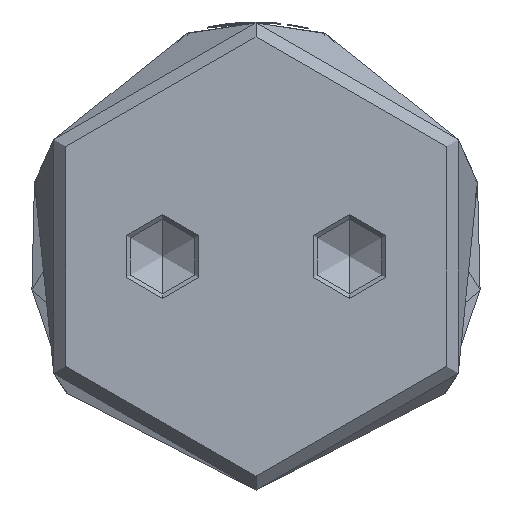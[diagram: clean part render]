
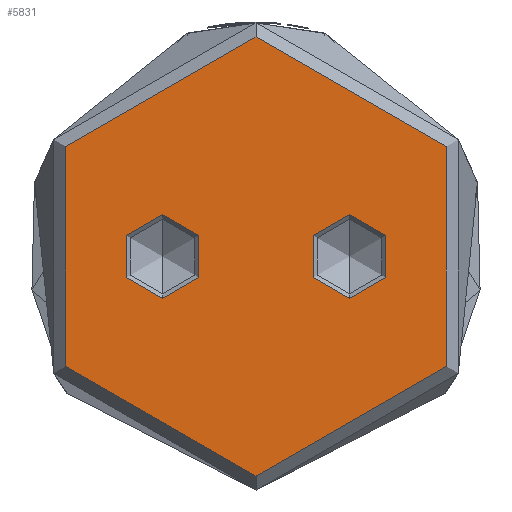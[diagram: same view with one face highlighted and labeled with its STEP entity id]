
A CAD part, front view. The second image highlights one B-rep face of the part: STEP entity #5831.
In plain terms, the highlighted face is planar.
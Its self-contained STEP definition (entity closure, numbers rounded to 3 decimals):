
#1 = ORIENTED_EDGE ( 'NONE', *, *, #6477, .T. ) ;
#31 = EDGE_CURVE ( 'NONE', #63, #4599, #5528, .T. ) ;
#63 = VERTEX_POINT ( 'NONE', #6362 ) ;
#165 = CARTESIAN_POINT ( 'NONE',  ( 0., 0., 0. ) ) ;
#190 = CARTESIAN_POINT ( 'NONE',  ( 0., -10., 0. ) ) ;
#194 = ORIENTED_EDGE ( 'NONE', *, *, #31, .F. ) ;
#264 = AXIS2_PLACEMENT_3D ( 'NONE', #1729, #3915, #1315 ) ;
#311 = ORIENTED_EDGE ( 'NONE', *, *, #2636, .T. ) ;
#448 = VERTEX_POINT ( 'NONE', #3589 ) ;
#595 = DIRECTION ( 'NONE',  ( 1., 0., 0. ) ) ;
#631 = PLANE ( 'NONE',  #2469 ) ;
#736 = DIRECTION ( 'NONE',  ( 1., 0., 0. ) ) ;
#903 = ORIENTED_EDGE ( 'NONE', *, *, #5920, .T. ) ;
#1062 = CIRCLE ( 'NONE', #264, 4.5 ) ;
#1183 = DIRECTION ( 'NONE',  ( 0., 0., -1. ) ) ;
#1228 = CIRCLE ( 'NONE', #3891, 23.5 ) ;
#1315 = DIRECTION ( 'NONE',  ( 1., 0., 0. ) ) ;
#1389 = CARTESIAN_POINT ( 'NONE',  ( 23.5, 0., 0. ) ) ;
#1450 = EDGE_CURVE ( 'NONE', #2669, #448, #7214, .T. ) ;
#1462 = EDGE_LOOP ( 'NONE', ( #194, #2753 ) ) ;
#1492 = CIRCLE ( 'NONE', #5054, 23.5 ) ;
#1651 = CARTESIAN_POINT ( 'NONE',  ( 0., 0., 0. ) ) ;
#1719 = EDGE_CURVE ( 'NONE', #4599, #63, #1062, .T. ) ;
#1729 = CARTESIAN_POINT ( 'NONE',  ( 0., 10., 0. ) ) ;
#1818 = DIRECTION ( 'NONE',  ( -1., 0., 0. ) ) ;
#2228 = DIRECTION ( 'NONE',  ( 1., 0., 0. ) ) ;
#2287 = VERTEX_POINT ( 'NONE', #1389 ) ;
#2469 = AXIS2_PLACEMENT_3D ( 'NONE', #4612, #5177, #1818 ) ;
#2636 = EDGE_CURVE ( 'NONE', #5178, #2287, #1228, .T. ) ;
#2669 = VERTEX_POINT ( 'NONE', #3581 ) ;
#2753 = ORIENTED_EDGE ( 'NONE', *, *, #1719, .F. ) ;
#2756 = ORIENTED_EDGE ( 'NONE', *, *, #1450, .T. ) ;
#2943 = AXIS2_PLACEMENT_3D ( 'NONE', #5312, #5443, #5732 ) ;
#3067 = CARTESIAN_POINT ( 'NONE',  ( 0., -10., 0. ) ) ;
#3581 = CARTESIAN_POINT ( 'NONE',  ( -4.5, -10., 0. ) ) ;
#3589 = CARTESIAN_POINT ( 'NONE',  ( 4.5, -10., 0. ) ) ;
#3619 = DIRECTION ( 'NONE',  ( 1., 0., 0. ) ) ;
#3702 = FACE_OUTER_BOUND ( 'NONE', #6011, .T. ) ;
#3776 = EDGE_LOOP ( 'NONE', ( #903, #2756 ) ) ;
#3891 = AXIS2_PLACEMENT_3D ( 'NONE', #165, #4146, #736 ) ;
#3915 = DIRECTION ( 'NONE',  ( 0., 0., 1. ) ) ;
#4146 = DIRECTION ( 'NONE',  ( 0., 0., 1. ) ) ;
#4599 = VERTEX_POINT ( 'NONE', #6117 ) ;
#4612 = CARTESIAN_POINT ( 'NONE',  ( 0., 0., 0. ) ) ;
#4678 = CIRCLE ( 'NONE', #5482, 4.5 ) ;
#5054 = AXIS2_PLACEMENT_3D ( 'NONE', #1651, #5593, #2228 ) ;
#5118 = CARTESIAN_POINT ( 'NONE',  ( -23.5, 0., 0. ) ) ;
#5177 = DIRECTION ( 'NONE',  ( 0., 0., -1. ) ) ;
#5178 = VERTEX_POINT ( 'NONE', #5118 ) ;
#5198 = FACE_BOUND ( 'NONE', #3776, .T. ) ;
#5312 = CARTESIAN_POINT ( 'NONE',  ( 0., 10., 0. ) ) ;
#5388 = FACE_BOUND ( 'NONE', #1462, .T. ) ;
#5443 = DIRECTION ( 'NONE',  ( 0., 0., 1. ) ) ;
#5482 = AXIS2_PLACEMENT_3D ( 'NONE', #3067, #7029, #3619 ) ;
#5528 = CIRCLE ( 'NONE', #2943, 4.5 ) ;
#5593 = DIRECTION ( 'NONE',  ( 0., 0., 1. ) ) ;
#5732 = DIRECTION ( 'NONE',  ( 1., 0., 0. ) ) ;
#5831 = ADVANCED_FACE ( 'NONE', ( #3702, #5388, #5198 ), #631, .F. ) ;
#5880 = AXIS2_PLACEMENT_3D ( 'NONE', #190, #1183, #595 ) ;
#5920 = EDGE_CURVE ( 'NONE', #448, #2669, #4678, .T. ) ;
#6011 = EDGE_LOOP ( 'NONE', ( #311, #1 ) ) ;
#6117 = CARTESIAN_POINT ( 'NONE',  ( -4.5, 10., 0. ) ) ;
#6362 = CARTESIAN_POINT ( 'NONE',  ( 4.5, 10., 0. ) ) ;
#6477 = EDGE_CURVE ( 'NONE', #2287, #5178, #1492, .T. ) ;
#7029 = DIRECTION ( 'NONE',  ( 0., 0., -1. ) ) ;
#7214 = CIRCLE ( 'NONE', #5880, 4.5 ) ;
